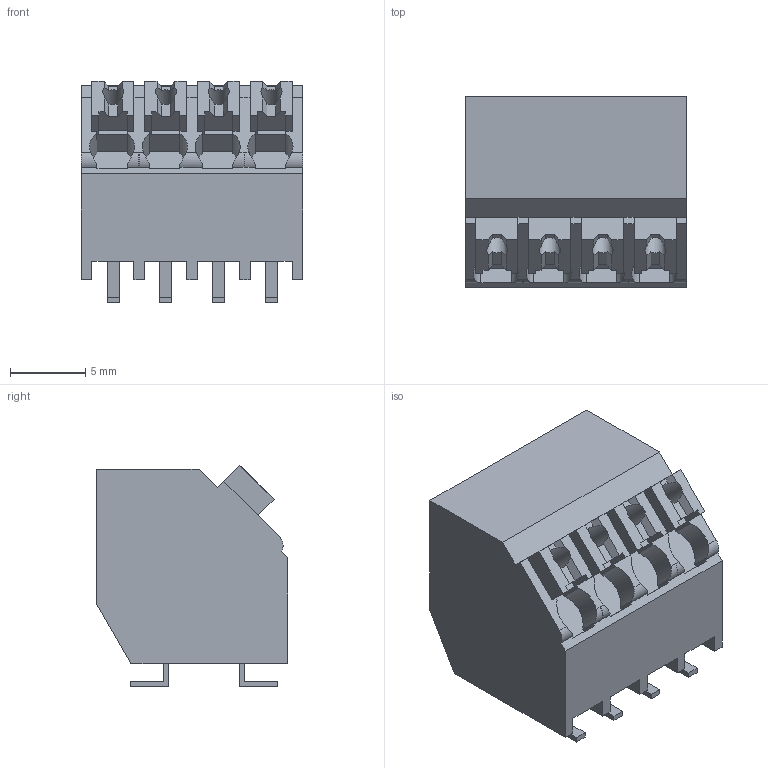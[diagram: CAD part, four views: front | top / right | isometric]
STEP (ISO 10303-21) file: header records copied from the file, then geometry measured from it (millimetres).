
FILE_DESCRIPTION(('CATIA V5 STEP Exchange','CAx-IF Rec.Pracs.--- Model Styling and Organization---1.2---2011-12-15'),'2;1');
FILE_NAME ('D1452202_0_1473330000_1473330000.stp','2018-03-24T16:16:58+00:00',('none'),('Weidmueller'),'CATIA Version 5-6 Release 2014','CATIA V5 STEP AP214','none');
FILE_SCHEMA(('AUTOMOTIVE_DESIGN { 1 0 10303 214 1 1 1 1 }'));
Length unit declared in the file: millimetre
Products named in the file (1): 1473330000
Bounding box: 14.7 x 12.7 x 14.71 mm (x, y, z)
Volume: 1682.1 mm3; surface area: 1820.7 mm2
Topology: 13 solids, 13 shells, 279 faces, 787 edges, 534 vertices
Faces by surface type: plane 255, cylinder 24
Entity records: 8414 total; most frequent: CARTESIAN_POINT 1680, ORIENTED_EDGE 1574, DIRECTION 1060, EDGE_CURVE 787, VECTOR 702, LINE 702, VERTEX_POINT 534, EDGE_LOOP 287
